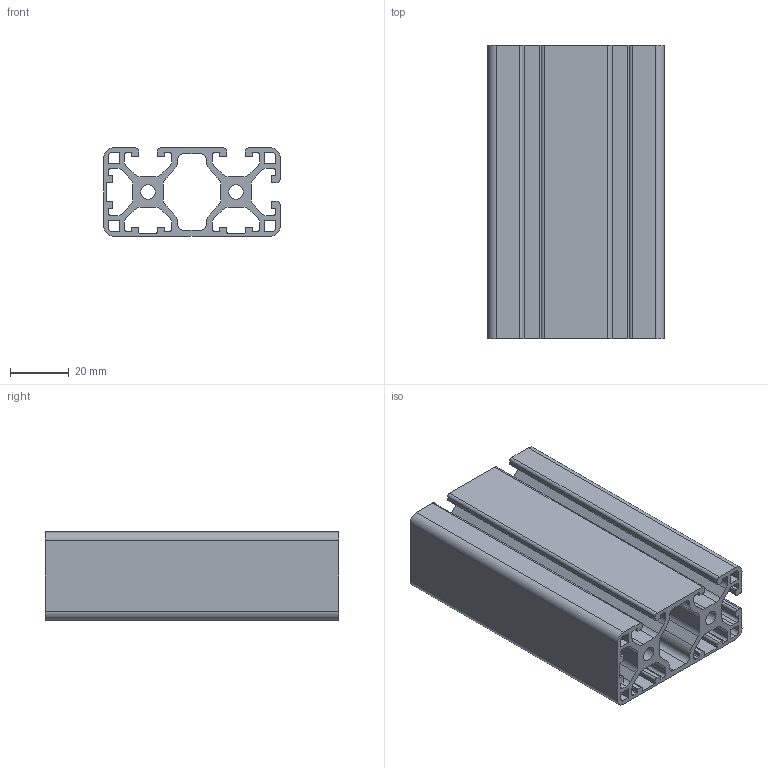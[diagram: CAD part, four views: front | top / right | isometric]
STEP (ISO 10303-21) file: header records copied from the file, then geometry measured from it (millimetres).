
FILE_DESCRIPTION(('FreeCAD Model'),'2;1');
FILE_NAME('Open CASCADE Shape Model','2026-02-10T10:25:34',(''),(''), 'Open CASCADE STEP processor 7.6','FreeCAD','Unknown');
FILE_SCHEMA(('AUTOMOTIVE_DESIGN { 1 0 10303 214 1 1 1 1 }'));
Length unit declared in the file: millimetre
Products named in the file (1): STI6-60303R
Bounding box: 60 x 100 x 30 mm (x, y, z)
Volume: 63689.4 mm3; surface area: 60887.3 mm2
Topology: 1 solids, 1 shells, 236 faces, 704 edges, 470 vertices
Faces by surface type: cylinder 118, plane 118
Full cylindrical faces by diameter (mm): 5 x2
Entity records: 9704 total; most frequent: DIRECTION 1414, CARTESIAN_POINT 1413, ORIENTED_EDGE 1408, EDGE_CURVE 704, AXIS2_PLACEMENT_3D 475, VERTEX_POINT 470, LINE 464, VECTOR 464
